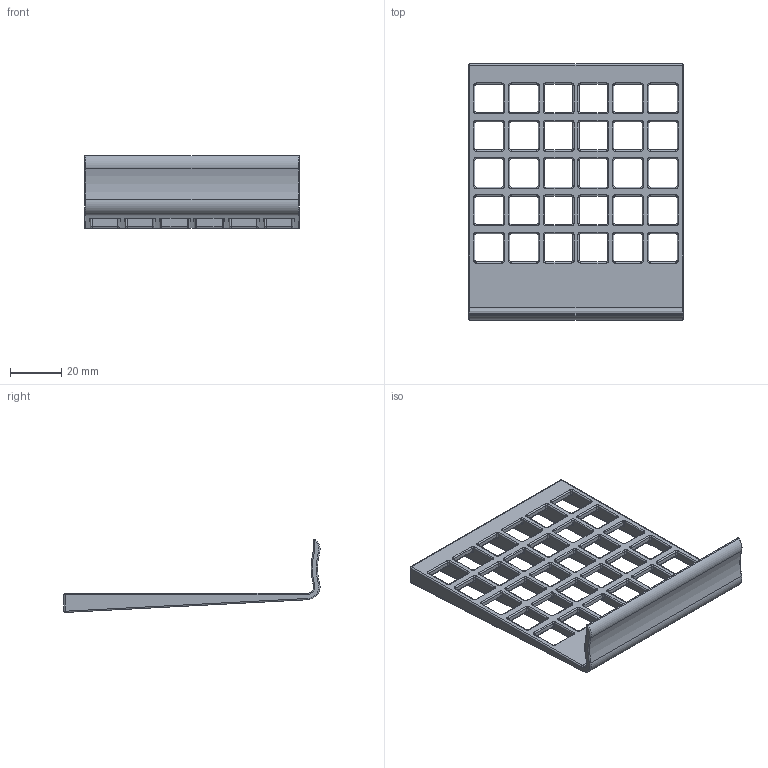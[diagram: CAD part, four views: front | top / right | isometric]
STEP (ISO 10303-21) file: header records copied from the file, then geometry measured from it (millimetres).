
FILE_DESCRIPTION (( 'STEP AP214' ), '1' );
FILE_NAME ('A19_0004-L-ECO.STEP', '2022-10-10T08:33:42', ( '' ), ( '' ), 'SwSTEP 2.0', 'SolidWorks 2019', '' );
FILE_SCHEMA (( 'AUTOMOTIVE_DESIGN' ));
Length unit declared in the file: millimetre
Products named in the file (1): A19_0004-L-ECO
Bounding box: 83.5 x 99.49 x 28.33 mm (x, y, z)
Volume: 21025.4 mm3; surface area: 19720.3 mm2
Topology: 1 solids, 1 shells, 818 faces, 1963 edges, 1105 vertices
Faces by surface type: cylinder 420, torus 240, plane 114, bspline 24, sphere 20
Entity records: 23864 total; most frequent: DIRECTION 4556, CARTESIAN_POINT 4421, ORIENTED_EDGE 3890, EDGE_CURVE 1945, AXIS2_PLACEMENT_3D 1864, VERTEX_POINT 1105, CIRCLE 1069, EDGE_LOOP 854
